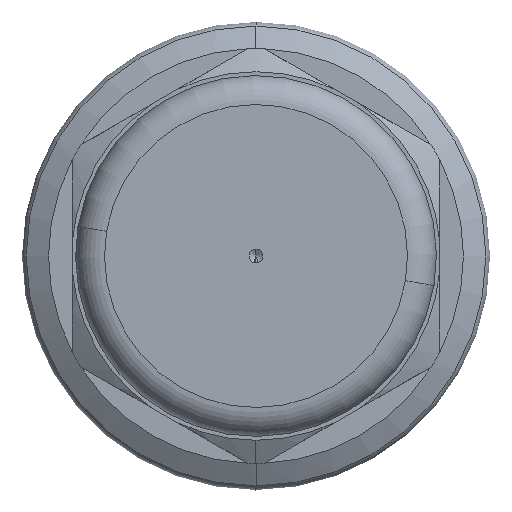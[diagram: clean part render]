
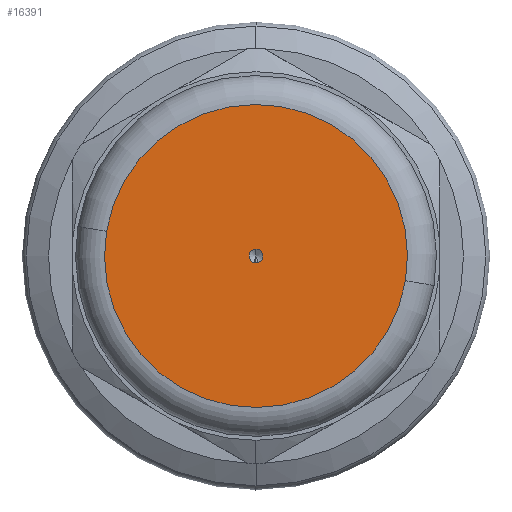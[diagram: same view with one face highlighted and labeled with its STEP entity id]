
A CAD part, left-side view. The second image highlights one B-rep face of the part: STEP entity #16391.
In plain terms, the highlighted planar face has unit normal (-1, 0, 0).
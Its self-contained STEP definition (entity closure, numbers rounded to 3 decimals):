
#51 = AXIS2_PLACEMENT_3D ( 'NONE', #8569, #16262, #14725 ) ;
#771 = AXIS2_PLACEMENT_3D ( 'NONE', #3345, #3207, #4730 ) ;
#2159 = ORIENTED_EDGE ( 'NONE', *, *, #6796, .T. ) ;
#2656 = EDGE_CURVE ( 'NONE', #14681, #8687, #16978, .T. ) ;
#2909 = VERTEX_POINT ( 'NONE', #9069 ) ;
#3207 = DIRECTION ( 'NONE',  ( 1., 0., 0. ) ) ;
#3345 = CARTESIAN_POINT ( 'NONE',  ( -22.1, 0., 0. ) ) ;
#4618 = EDGE_LOOP ( 'NONE', ( #9179, #7635 ) ) ;
#4730 = DIRECTION ( 'NONE',  ( 0., -0.987, -0.163 ) ) ;
#4782 = CARTESIAN_POINT ( 'NONE',  ( -22.1, 0., 0. ) ) ;
#5093 = DIRECTION ( 'NONE',  ( 0., -0.987, -0.163 ) ) ;
#6287 = DIRECTION ( 'NONE',  ( 1., 0., 0. ) ) ;
#6580 = EDGE_LOOP ( 'NONE', ( #15226, #2159 ) ) ;
#6599 = PLANE ( 'NONE',  #18467 ) ;
#6663 = DIRECTION ( 'NONE',  ( -1., 0., 0. ) ) ;
#6796 = EDGE_CURVE ( 'NONE', #2909, #9918, #13786, .T. ) ;
#6859 = DIRECTION ( 'NONE',  ( 0., 0.987, 0.163 ) ) ;
#7635 = ORIENTED_EDGE ( 'NONE', *, *, #2656, .F. ) ;
#7748 = AXIS2_PLACEMENT_3D ( 'NONE', #4782, #6287, #18100 ) ;
#7971 = CARTESIAN_POINT ( 'NONE',  ( -22.1, -0.592, -0.098 ) ) ;
#8569 = CARTESIAN_POINT ( 'NONE',  ( -22.1, 0., 0. ) ) ;
#8687 = VERTEX_POINT ( 'NONE', #12600 ) ;
#9069 = CARTESIAN_POINT ( 'NONE',  ( -22.1, 0.592, 0.098 ) ) ;
#9179 = ORIENTED_EDGE ( 'NONE', *, *, #14292, .F. ) ;
#9545 = EDGE_CURVE ( 'NONE', #9918, #2909, #15642, .T. ) ;
#9918 = VERTEX_POINT ( 'NONE', #7971 ) ;
#12376 = CIRCLE ( 'NONE', #51, 13.075 ) ;
#12553 = CARTESIAN_POINT ( 'NONE',  ( -22.1, 0., 0. ) ) ;
#12600 = CARTESIAN_POINT ( 'NONE',  ( -22.1, -12.899, -2.137 ) ) ;
#13786 = CIRCLE ( 'NONE', #18561, 0.6 ) ;
#14192 = FACE_OUTER_BOUND ( 'NONE', #4618, .T. ) ;
#14205 = CARTESIAN_POINT ( 'NONE',  ( -22.1, -0.592, -0.098 ) ) ;
#14292 = EDGE_CURVE ( 'NONE', #8687, #14681, #12376, .T. ) ;
#14681 = VERTEX_POINT ( 'NONE', #15404 ) ;
#14725 = DIRECTION ( 'NONE',  ( 0., -0.987, -0.163 ) ) ;
#15226 = ORIENTED_EDGE ( 'NONE', *, *, #9545, .T. ) ;
#15404 = CARTESIAN_POINT ( 'NONE',  ( -22.1, 12.899, 2.137 ) ) ;
#15642 = CIRCLE ( 'NONE', #7748, 0.6 ) ;
#16262 = DIRECTION ( 'NONE',  ( 1., 0., 0. ) ) ;
#16391 = ADVANCED_FACE ( 'NONE', ( #17982, #14192 ), #6599, .T. ) ;
#16978 = CIRCLE ( 'NONE', #771, 13.075 ) ;
#17982 = FACE_BOUND ( 'NONE', #6580, .T. ) ;
#18100 = DIRECTION ( 'NONE',  ( 0., -0.987, -0.163 ) ) ;
#18467 = AXIS2_PLACEMENT_3D ( 'NONE', #14205, #6663, #6859 ) ;
#18561 = AXIS2_PLACEMENT_3D ( 'NONE', #12553, #18784, #5093 ) ;
#18784 = DIRECTION ( 'NONE',  ( 1., 0., 0. ) ) ;
